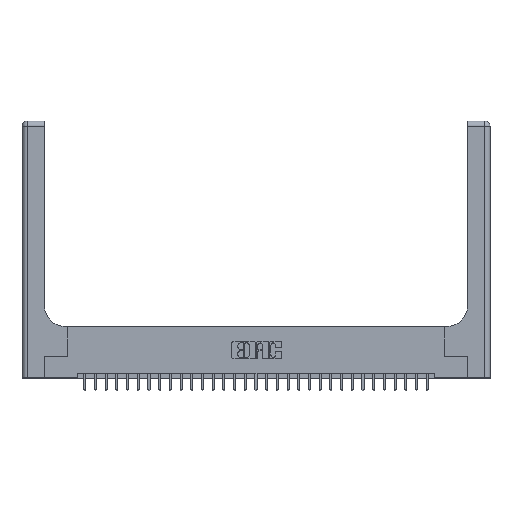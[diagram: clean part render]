
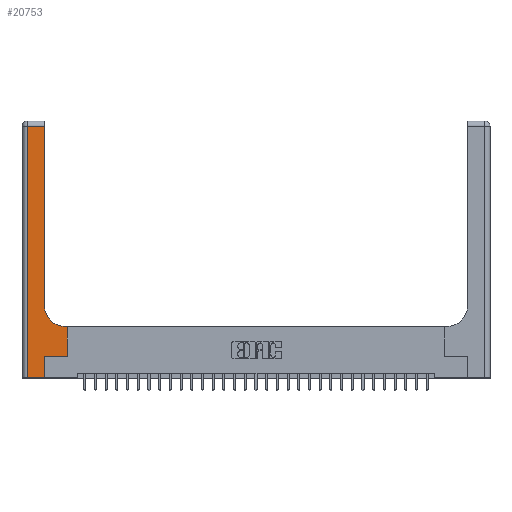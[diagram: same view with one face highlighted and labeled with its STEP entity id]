
A CAD part, top view. The second image highlights one B-rep face of the part: STEP entity #20753.
In plain terms, the highlighted planar face has unit normal (0, 0, 1).
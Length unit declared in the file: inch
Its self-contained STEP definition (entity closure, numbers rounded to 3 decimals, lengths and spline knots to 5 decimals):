
#328 = DIRECTION ( 'NONE',  ( 0., 1., 0. ) ) ;
#401 = ORIENTED_EDGE ( 'NONE', *, *, #23285, .T. ) ;
#1028 = ORIENTED_EDGE ( 'NONE', *, *, #27839, .T. ) ;
#1422 = VERTEX_POINT ( 'NONE', #23233 ) ;
#1453 = CARTESIAN_POINT ( 'NONE',  ( 0.51, 0.85, 0.37 ) ) ;
#1917 = CARTESIAN_POINT ( 'NONE',  ( 0., 2.94, 0.37 ) ) ;
#2293 = CARTESIAN_POINT ( 'NONE',  ( 0.26, 2.94, 0.37 ) ) ;
#2345 = EDGE_CURVE ( 'NONE', #5652, #19269, #25338, .T. ) ;
#2490 = LINE ( 'NONE', #17567, #19040 ) ;
#2599 = DIRECTION ( 'NONE',  ( 0., 1., 0. ) ) ;
#3023 = CARTESIAN_POINT ( 'NONE',  ( 0.528, 0.25, 0.37 ) ) ;
#3354 = DIRECTION ( 'NONE',  ( -1., 0., 0. ) ) ;
#3912 = VECTOR ( 'NONE', #19418, 39.37008 ) ;
#3918 = CARTESIAN_POINT ( 'NONE',  ( 0.265, 0., 0.37 ) ) ;
#4171 = VERTEX_POINT ( 'NONE', #8903 ) ;
#4826 = VECTOR ( 'NONE', #19949, 39.37008 ) ;
#5299 = VERTEX_POINT ( 'NONE', #23340 ) ;
#5414 = VERTEX_POINT ( 'NONE', #3918 ) ;
#5652 = VERTEX_POINT ( 'NONE', #20303 ) ;
#7227 = DIRECTION ( 'NONE',  ( 0., -1., 0. ) ) ;
#7239 = CARTESIAN_POINT ( 'NONE',  ( 0.26, 0.6, 0.37 ) ) ;
#7353 = AXIS2_PLACEMENT_3D ( 'NONE', #25747, #26182, #19421 ) ;
#7897 = CIRCLE ( 'NONE', #17045, 0.25 ) ;
#8208 = CARTESIAN_POINT ( 'NONE',  ( 0.265, 0., 0.37 ) ) ;
#8499 = EDGE_CURVE ( 'NONE', #4171, #5652, #16106, .T. ) ;
#8903 = CARTESIAN_POINT ( 'NONE',  ( 0.528, 0.25, 0.37 ) ) ;
#8905 = ORIENTED_EDGE ( 'NONE', *, *, #27773, .T. ) ;
#8946 = VECTOR ( 'NONE', #7227, 39.37008 ) ;
#8994 = LINE ( 'NONE', #26550, #23018 ) ;
#9165 = LINE ( 'NONE', #13612, #4826 ) ;
#9522 = CARTESIAN_POINT ( 'NONE',  ( 0.06, 2.94, 0.37 ) ) ;
#9916 = VERTEX_POINT ( 'NONE', #9522 ) ;
#9924 = DIRECTION ( 'NONE',  ( 0., 0., -1. ) ) ;
#10651 = PLANE ( 'NONE',  #7353 ) ;
#13534 = LINE ( 'NONE', #1917, #25549 ) ;
#13567 = ORIENTED_EDGE ( 'NONE', *, *, #25446, .T. ) ;
#13612 = CARTESIAN_POINT ( 'NONE',  ( 0.265, 0.25, 0.37 ) ) ;
#13830 = EDGE_CURVE ( 'NONE', #5414, #19489, #25744, .T. ) ;
#14582 = ORIENTED_EDGE ( 'NONE', *, *, #13830, .T. ) ;
#14675 = CARTESIAN_POINT ( 'NONE',  ( 0.265, 0.25, 0.37 ) ) ;
#14894 = ORIENTED_EDGE ( 'NONE', *, *, #27325, .T. ) ;
#15092 = ORIENTED_EDGE ( 'NONE', *, *, #8499, .T. ) ;
#15419 = EDGE_CURVE ( 'NONE', #17450, #9916, #13534, .T. ) ;
#16106 = LINE ( 'NONE', #3023, #27266 ) ;
#16141 = ORIENTED_EDGE ( 'NONE', *, *, #2345, .T. ) ;
#17045 = AXIS2_PLACEMENT_3D ( 'NONE', #1453, #9924, #21279 ) ;
#17450 = VERTEX_POINT ( 'NONE', #2293 ) ;
#17567 = CARTESIAN_POINT ( 'NONE',  ( 0.26, 3., 0.37 ) ) ;
#17948 = ORIENTED_EDGE ( 'NONE', *, *, #15419, .T. ) ;
#19040 = VECTOR ( 'NONE', #328, 39.37008 ) ;
#19269 = VERTEX_POINT ( 'NONE', #23157 ) ;
#19418 = DIRECTION ( 'NONE',  ( 0., 1., 0. ) ) ;
#19421 = DIRECTION ( 'NONE',  ( -1., 0., 0. ) ) ;
#19445 = DIRECTION ( 'NONE',  ( -1., 0., 0. ) ) ;
#19489 = VERTEX_POINT ( 'NONE', #14675 ) ;
#19651 = DIRECTION ( 'NONE',  ( 1., 0., 0. ) ) ;
#19949 = DIRECTION ( 'NONE',  ( 1., 0., 0. ) ) ;
#20303 = CARTESIAN_POINT ( 'NONE',  ( 0.528, 0.6, 0.37 ) ) ;
#20366 = VECTOR ( 'NONE', #3354, 39.37008 ) ;
#20595 = CARTESIAN_POINT ( 'NONE',  ( 0.06, 3., 0.37 ) ) ;
#20753 = ADVANCED_FACE ( 'NONE', ( #22743 ), #10651, .F. ) ;
#21279 = DIRECTION ( 'NONE',  ( 1., 0., 0. ) ) ;
#22743 = FACE_OUTER_BOUND ( 'NONE', #24664, .T. ) ;
#23018 = VECTOR ( 'NONE', #19651, 39.37008 ) ;
#23157 = CARTESIAN_POINT ( 'NONE',  ( 0.51, 0.6, 0.37 ) ) ;
#23233 = CARTESIAN_POINT ( 'NONE',  ( 0.26, 0.85, 0.37 ) ) ;
#23285 = EDGE_CURVE ( 'NONE', #5299, #5414, #8994, .T. ) ;
#23340 = CARTESIAN_POINT ( 'NONE',  ( 0.06, 0., 0.37 ) ) ;
#24664 = EDGE_LOOP ( 'NONE', ( #8905, #17948, #1028, #401, #14582, #14894, #15092, #16141, #13567 ) ) ;
#25190 = LINE ( 'NONE', #20595, #8946 ) ;
#25338 = LINE ( 'NONE', #7239, #20366 ) ;
#25446 = EDGE_CURVE ( 'NONE', #19269, #1422, #7897, .T. ) ;
#25549 = VECTOR ( 'NONE', #19445, 39.37008 ) ;
#25744 = LINE ( 'NONE', #8208, #3912 ) ;
#25747 = CARTESIAN_POINT ( 'NONE',  ( 0., 3., 0.37 ) ) ;
#26182 = DIRECTION ( 'NONE',  ( 0., 0., -1. ) ) ;
#26550 = CARTESIAN_POINT ( 'NONE',  ( 0., 0., 0.37 ) ) ;
#27266 = VECTOR ( 'NONE', #2599, 39.37008 ) ;
#27325 = EDGE_CURVE ( 'NONE', #19489, #4171, #9165, .T. ) ;
#27773 = EDGE_CURVE ( 'NONE', #1422, #17450, #2490, .T. ) ;
#27839 = EDGE_CURVE ( 'NONE', #9916, #5299, #25190, .T. ) ;
